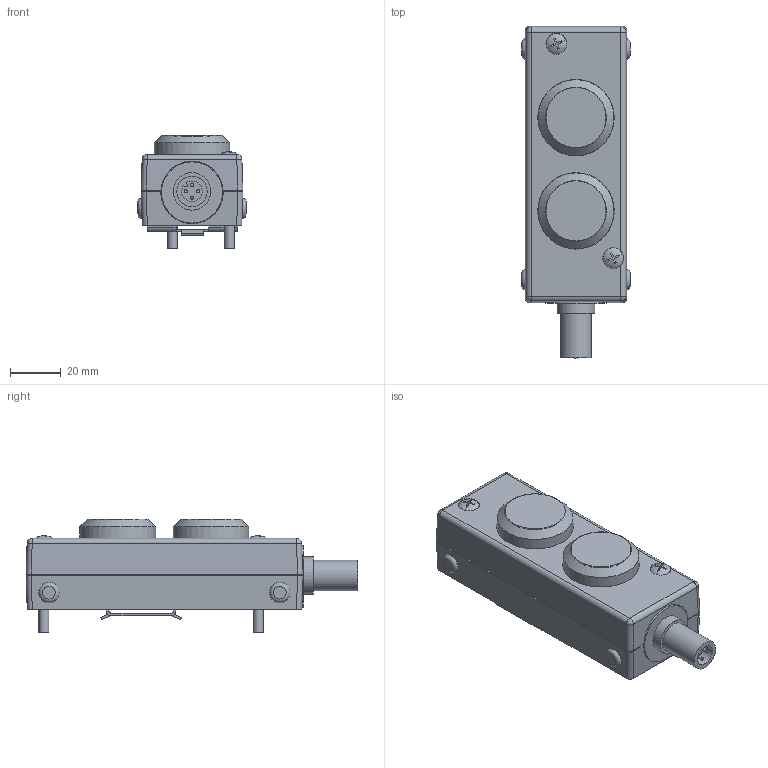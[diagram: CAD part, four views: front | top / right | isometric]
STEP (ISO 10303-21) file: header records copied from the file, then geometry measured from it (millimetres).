
FILE_DESCRIPTION(/* description */ ('Alibre Inc.'),/* implementation_level */ '2;1');
FILE_NAME(/* name */ 'export0',/* time_stamp */ '2015-04-29T09:20:45+02:00',/* author */ (''),/* organization */ (''),/* preprocessor_version */ 'ST-DEVELOPER v14',/* originating_system */ 'Alibre',/* authorisation */ '');
FILE_SCHEMA (('AUTOMOTIVE_DESIGN'));
Length unit declared in the file: centimetre
Products named in the file (9): BÜLTE | M4x5
Bounding box: 42.7 x 130.3 x 44.5 mm (x, y, z)
Volume: 123307.5 mm3; surface area: 43430 mm2
Topology: 12 solids, 12 shells, 213 faces, 514 edges, 331 vertices
Faces by surface type: plane 132, cylinder 62, sphere 8, torus 4, bspline 4, cone 3
Full cylindrical faces by diameter (mm): 1.2 x4, 4 x2, 4.2 x4, 6.5 x3, 8.2 x2, 12 x1, 14.75 x1, 23.6 x2, 23.8 x2, 24 x1, 29.8 x2, 30 x2
Entity records: 5253 total; most frequent: CARTESIAN_POINT 938, ORIENTED_EDGE 820, DIRECTION 781, EDGE_CURVE 410, AXIS2_PLACEMENT_3D 337, VERTEX_POINT 281, EDGE_LOOP 243, FACE_BOUND 243
